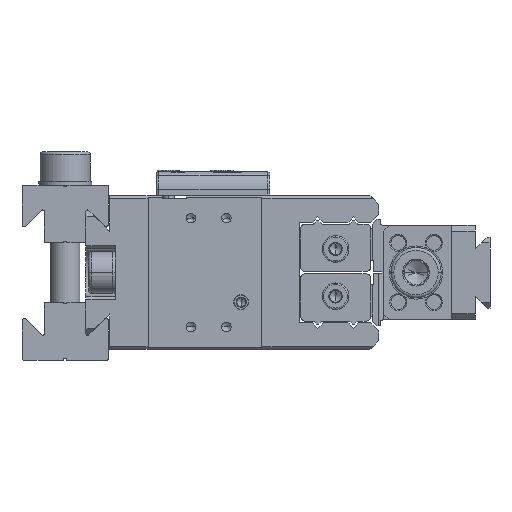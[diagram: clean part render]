
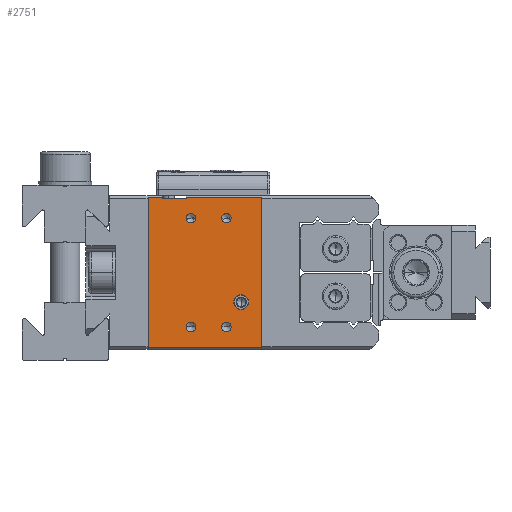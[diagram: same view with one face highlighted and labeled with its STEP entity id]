
A CAD part, left-side view. The second image highlights one B-rep face of the part: STEP entity #2751.
In plain terms, the highlighted planar face has unit normal (-1, 0, 0).
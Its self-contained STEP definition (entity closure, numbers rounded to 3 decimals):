
#833=CARTESIAN_POINT('',(-20.,-3.625,9.2));
#834=DIRECTION('',(1.,0.,0.));
#835=DIRECTION('',(0.,-1.,0.));
#836=AXIS2_PLACEMENT_3D('',#833,#834,#835);
#841=CARTESIAN_POINT('',(-20.,-3.625,9.2));
#842=DIRECTION('',(1.,0.,0.));
#843=DIRECTION('',(0.,1.,0.));
#844=AXIS2_PLACEMENT_3D('',#841,#842,#843);
#849=CARTESIAN_POINT('',(-20.,-3.625,-9.2));
#850=DIRECTION('',(1.,0.,0.));
#851=DIRECTION('',(0.,-1.,0.));
#852=AXIS2_PLACEMENT_3D('',#849,#850,#851);
#857=CARTESIAN_POINT('',(-20.,-3.625,-9.2));
#858=DIRECTION('',(1.,0.,0.));
#859=DIRECTION('',(0.,1.,0.));
#860=AXIS2_PLACEMENT_3D('',#857,#858,#859);
#865=CARTESIAN_POINT('',(-20.,2.375,9.2));
#866=DIRECTION('',(1.,0.,0.));
#867=DIRECTION('',(0.,-1.,0.));
#868=AXIS2_PLACEMENT_3D('',#865,#866,#867);
#873=CARTESIAN_POINT('',(-20.,2.375,9.2));
#874=DIRECTION('',(1.,0.,0.));
#875=DIRECTION('',(0.,1.,0.));
#876=AXIS2_PLACEMENT_3D('',#873,#874,#875);
#881=CARTESIAN_POINT('',(-20.,2.375,-9.2));
#882=DIRECTION('',(1.,0.,0.));
#883=DIRECTION('',(0.,-1.,0.));
#884=AXIS2_PLACEMENT_3D('',#881,#882,#883);
#889=CARTESIAN_POINT('',(-20.,2.375,-9.2));
#890=DIRECTION('',(1.,0.,0.));
#891=DIRECTION('',(0.,1.,0.));
#892=AXIS2_PLACEMENT_3D('',#889,#890,#891);
#897=CARTESIAN_POINT('',(-20.,-6.125,-5.));
#898=DIRECTION('',(1.,0.,0.));
#899=DIRECTION('',(0.,-1.,0.));
#900=AXIS2_PLACEMENT_3D('',#897,#898,#899);
#905=CARTESIAN_POINT('',(-20.,-6.125,-5.));
#906=DIRECTION('',(1.,0.,0.));
#907=DIRECTION('',(0.,1.,0.));
#908=AXIS2_PLACEMENT_3D('',#905,#906,#907);
#913=DIRECTION('',(0.,-1.,0.));
#914=VECTOR('',#913,2.4);
#915=CARTESIAN_POINT('',(-20.,9.625,12.7));
#916=LINE('',#915,#914);
#920=DIRECTION('',(0.,0.,-1.));
#921=VECTOR('',#920,0.2);
#922=CARTESIAN_POINT('',(-20.,7.225,12.7));
#923=LINE('',#922,#921);
#927=DIRECTION('',(0.,-1.,0.));
#928=VECTOR('',#927,4.1);
#929=CARTESIAN_POINT('',(-20.,7.225,12.5));
#930=LINE('',#929,#928);
#934=DIRECTION('',(0.,0.,-1.));
#935=VECTOR('',#934,0.2);
#936=CARTESIAN_POINT('',(-20.,3.125,12.7));
#937=LINE('',#936,#935);
#941=DIRECTION('',(0.,-1.,0.));
#942=VECTOR('',#941,12.75);
#943=CARTESIAN_POINT('',(-20.,3.125,12.7));
#944=LINE('',#943,#942);
#948=DIRECTION('',(0.,1.,0.));
#949=VECTOR('',#948,19.25);
#950=CARTESIAN_POINT('',(-20.,-9.625,-12.7));
#951=LINE('',#950,#949);
#955=DIRECTION('',(0.,0.,1.));
#956=VECTOR('',#955,25.4);
#957=CARTESIAN_POINT('',(-20.,9.625,-12.7));
#958=LINE('',#957,#956);
#1569=DIRECTION('',(0.,0.,1.));
#1570=VECTOR('',#1569,25.4);
#1571=CARTESIAN_POINT('',(-20.,-9.625,-12.7));
#1572=LINE('',#1571,#1570);
#1797=CARTESIAN_POINT('',(-20.,-4.425,9.2));
#1798=CARTESIAN_POINT('',(-20.,-2.825,9.2));
#1799=VERTEX_POINT('',#1797);
#1800=VERTEX_POINT('',#1798);
#1807=CARTESIAN_POINT('',(-20.,-4.425,-9.2));
#1808=CARTESIAN_POINT('',(-20.,-2.825,-9.2));
#1809=VERTEX_POINT('',#1807);
#1810=VERTEX_POINT('',#1808);
#1817=CARTESIAN_POINT('',(-20.,1.575,9.2));
#1818=CARTESIAN_POINT('',(-20.,3.175,9.2));
#1819=VERTEX_POINT('',#1817);
#1820=VERTEX_POINT('',#1818);
#1827=CARTESIAN_POINT('',(-20.,1.575,-9.2));
#1828=CARTESIAN_POINT('',(-20.,3.175,-9.2));
#1829=VERTEX_POINT('',#1827);
#1830=VERTEX_POINT('',#1828);
#1837=CARTESIAN_POINT('',(-20.,-7.375,-5.));
#1838=CARTESIAN_POINT('',(-20.,-4.875,-5.));
#1839=VERTEX_POINT('',#1837);
#1840=VERTEX_POINT('',#1838);
#2003=CARTESIAN_POINT('',(-20.,7.225,12.5));
#2004=CARTESIAN_POINT('',(-20.,3.125,12.5));
#2005=VERTEX_POINT('',#2003);
#2006=VERTEX_POINT('',#2004);
#2032=CARTESIAN_POINT('',(-20.,7.225,12.7));
#2034=VERTEX_POINT('',#2032);
#2035=CARTESIAN_POINT('',(-20.,9.625,12.7));
#2036=VERTEX_POINT('',#2035);
#2040=CARTESIAN_POINT('',(-20.,-9.625,12.7));
#2042=VERTEX_POINT('',#2040);
#2043=CARTESIAN_POINT('',(-20.,3.125,12.7));
#2044=VERTEX_POINT('',#2043);
#2048=CARTESIAN_POINT('',(-20.,9.625,-12.7));
#2050=VERTEX_POINT('',#2048);
#2051=CARTESIAN_POINT('',(-20.,-9.625,-12.7));
#2052=VERTEX_POINT('',#2051);
#2701=CARTESIAN_POINT('',(-20.,9.625,-13.));
#2702=DIRECTION('',(-1.,0.,0.));
#2703=DIRECTION('',(0.,-1.,0.));
#2704=AXIS2_PLACEMENT_3D('',#2701,#2702,#2703);
#2705=PLANE('',#2704);
#2707=ORIENTED_EDGE('',*,*,#2706,.T.);
#2709=ORIENTED_EDGE('',*,*,#2708,.T.);
#2710=ORIENTED_EDGE('',*,*,#2671,.T.);
#2712=ORIENTED_EDGE('',*,*,#2711,.F.);
#2714=ORIENTED_EDGE('',*,*,#2713,.T.);
#2716=ORIENTED_EDGE('',*,*,#2715,.F.);
#2717=ORIENTED_EDGE('',*,*,#2106,.T.);
#2718=ORIENTED_EDGE('',*,*,#2121,.T.);
#2719=EDGE_LOOP('',(#2707,#2709,#2710,#2712,#2714,#2716,#2717,#2718));
#2720=FACE_OUTER_BOUND('',#2719,.F.);
#2722=ORIENTED_EDGE('',*,*,#2721,.F.);
#2724=ORIENTED_EDGE('',*,*,#2723,.F.);
#2725=EDGE_LOOP('',(#2722,#2724));
#2726=FACE_BOUND('',#2725,.F.);
#2728=ORIENTED_EDGE('',*,*,#2727,.F.);
#2730=ORIENTED_EDGE('',*,*,#2729,.F.);
#2731=EDGE_LOOP('',(#2728,#2730));
#2732=FACE_BOUND('',#2731,.F.);
#2734=ORIENTED_EDGE('',*,*,#2733,.F.);
#2736=ORIENTED_EDGE('',*,*,#2735,.F.);
#2737=EDGE_LOOP('',(#2734,#2736));
#2738=FACE_BOUND('',#2737,.F.);
#2740=ORIENTED_EDGE('',*,*,#2739,.F.);
#2742=ORIENTED_EDGE('',*,*,#2741,.F.);
#2743=EDGE_LOOP('',(#2740,#2742));
#2744=FACE_BOUND('',#2743,.F.);
#2746=ORIENTED_EDGE('',*,*,#2745,.F.);
#2748=ORIENTED_EDGE('',*,*,#2747,.F.);
#2749=EDGE_LOOP('',(#2746,#2748));
#2750=FACE_BOUND('',#2749,.F.);
#2751=ADVANCED_FACE('',(#2720,#2726,#2732,#2738,#2744,#2750),#2705,.T.);
#837=CIRCLE('',#836,0.8);
#845=CIRCLE('',#844,0.8);
#853=CIRCLE('',#852,0.8);
#861=CIRCLE('',#860,0.8);
#869=CIRCLE('',#868,0.8);
#877=CIRCLE('',#876,0.8);
#885=CIRCLE('',#884,0.8);
#893=CIRCLE('',#892,0.8);
#901=CIRCLE('',#900,1.25);
#909=CIRCLE('',#908,1.25);
#2106=EDGE_CURVE('',#2052,#2050,#951,.T.);
#2121=EDGE_CURVE('',#2050,#2036,#958,.T.);
#2671=EDGE_CURVE('',#2005,#2006,#930,.T.);
#2706=EDGE_CURVE('',#2036,#2034,#916,.T.);
#2708=EDGE_CURVE('',#2034,#2005,#923,.T.);
#2711=EDGE_CURVE('',#2044,#2006,#937,.T.);
#2713=EDGE_CURVE('',#2044,#2042,#944,.T.);
#2715=EDGE_CURVE('',#2052,#2042,#1572,.T.);
#2721=EDGE_CURVE('',#1809,#1810,#853,.T.);
#2723=EDGE_CURVE('',#1810,#1809,#861,.T.);
#2727=EDGE_CURVE('',#1819,#1820,#869,.T.);
#2729=EDGE_CURVE('',#1820,#1819,#877,.T.);
#2733=EDGE_CURVE('',#1829,#1830,#885,.T.);
#2735=EDGE_CURVE('',#1830,#1829,#893,.T.);
#2739=EDGE_CURVE('',#1839,#1840,#901,.T.);
#2741=EDGE_CURVE('',#1840,#1839,#909,.T.);
#2745=EDGE_CURVE('',#1799,#1800,#837,.T.);
#2747=EDGE_CURVE('',#1800,#1799,#845,.T.);
